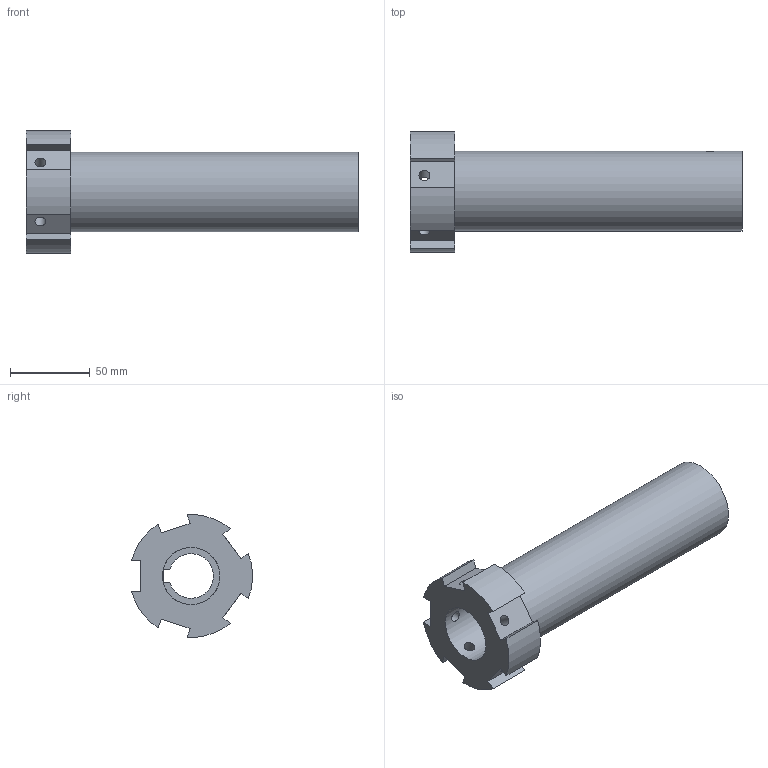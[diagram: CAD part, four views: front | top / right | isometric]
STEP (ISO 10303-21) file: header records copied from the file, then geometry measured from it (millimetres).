
FILE_DESCRIPTION( ( 'STEP AP203' ), '1' );
FILE_NAME( ' ', ' ', ( ' ' ), ( ' ' ), 'PSStep 10.1', ' ', ' ' );
FILE_SCHEMA( ( 'CONFIG_CONTROL_DESIGN' ) );
Length unit declared in the file: millimetre
Products named in the file (1): 1
Bounding box: 208 x 75.69 x 76.84 mm (x, y, z)
Volume: 273358.1 mm3; surface area: 67112.6 mm2
Topology: 1 solids, 1 shells, 36 faces, 96 edges, 64 vertices
Faces by surface type: plane 22, cylinder 14
Full cylindrical faces by diameter (mm): 6.75 x6, 36 x1, 50 x1
Entity records: 1522 total; most frequent: CARTESIAN_POINT 569, DIRECTION 178, ORIENTED_EDGE 176, EDGE_CURVE 88, VERTEX_POINT 64, EDGE_LOOP 60, LINE 60, VECTOR 60
